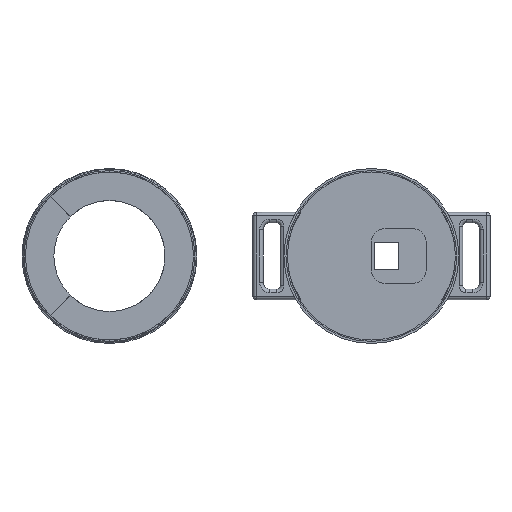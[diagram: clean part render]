
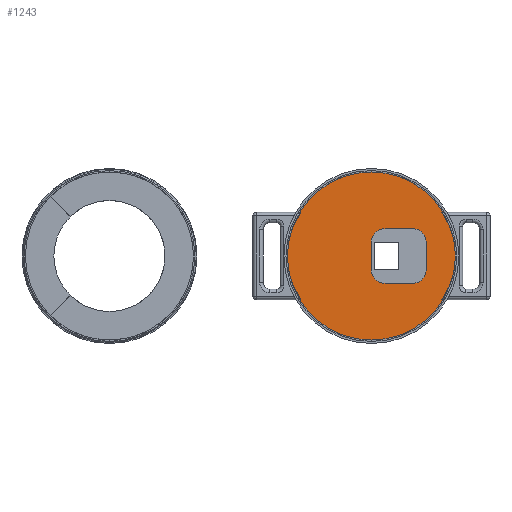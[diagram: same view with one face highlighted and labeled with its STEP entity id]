
A CAD part, top view. The second image highlights one B-rep face of the part: STEP entity #1243.
In plain terms, the highlighted planar face has unit normal (0, 0, 1).
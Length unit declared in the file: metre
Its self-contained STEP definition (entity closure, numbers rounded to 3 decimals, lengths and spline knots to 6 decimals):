
#152=LINE('',#2207,#234);
#153=LINE('',#2212,#235);
#154=LINE('',#2216,#236);
#155=LINE('',#2220,#237);
#234=VECTOR('',#1822,1.);
#235=VECTOR('',#1825,1.);
#236=VECTOR('',#1828,1.);
#237=VECTOR('',#1831,1.);
#521=ORIENTED_EDGE('',*,*,#725,.F.);
#522=ORIENTED_EDGE('',*,*,#726,.T.);
#523=ORIENTED_EDGE('',*,*,#727,.T.);
#524=ORIENTED_EDGE('',*,*,#728,.T.);
#525=ORIENTED_EDGE('',*,*,#729,.T.);
#526=ORIENTED_EDGE('',*,*,#730,.T.);
#527=ORIENTED_EDGE('',*,*,#731,.F.);
#528=ORIENTED_EDGE('',*,*,#732,.T.);
#529=ORIENTED_EDGE('',*,*,#724,.F.);
#724=EDGE_CURVE('',#843,#843,#926,.T.);
#725=EDGE_CURVE('',#844,#845,#152,.T.);
#726=EDGE_CURVE('',#844,#846,#927,.T.);
#727=EDGE_CURVE('',#846,#847,#153,.T.);
#728=EDGE_CURVE('',#847,#848,#928,.T.);
#729=EDGE_CURVE('',#848,#849,#154,.T.);
#730=EDGE_CURVE('',#849,#850,#929,.T.);
#731=EDGE_CURVE('',#851,#850,#155,.T.);
#732=EDGE_CURVE('',#851,#845,#930,.T.);
#843=VERTEX_POINT('',#2205);
#844=VERTEX_POINT('',#2208);
#845=VERTEX_POINT('',#2209);
#846=VERTEX_POINT('',#2211);
#847=VERTEX_POINT('',#2213);
#848=VERTEX_POINT('',#2215);
#849=VERTEX_POINT('',#2217);
#850=VERTEX_POINT('',#2219);
#851=VERTEX_POINT('',#2221);
#926=CIRCLE('',#1440,0.0245);
#927=CIRCLE('',#1442,0.004);
#928=CIRCLE('',#1443,0.004);
#929=CIRCLE('',#1444,0.004);
#930=CIRCLE('',#1445,0.004);
#1021=EDGE_LOOP('',(#521,#522,#523,#524,#525,#526,#527,#528));
#1022=EDGE_LOOP('',(#529));
#1127=FACE_BOUND('',#1021,.T.);
#1128=FACE_BOUND('',#1022,.T.);
#1166=PLANE('',#1441);
#1243=ADVANCED_FACE('',(#1127,#1128),#1166,.F.);
#1440=AXIS2_PLACEMENT_3D('',#2204,#1818,#1819);
#1441=AXIS2_PLACEMENT_3D('',#2206,#1820,#1821);
#1442=AXIS2_PLACEMENT_3D('',#2210,#1823,#1824);
#1443=AXIS2_PLACEMENT_3D('',#2214,#1826,#1827);
#1444=AXIS2_PLACEMENT_3D('',#2218,#1829,#1830);
#1445=AXIS2_PLACEMENT_3D('',#2222,#1832,#1833);
#1818=DIRECTION('',(0.,0.,-1.));
#1819=DIRECTION('',(-1.,0.,0.));
#1820=DIRECTION('',(0.,0.,-1.));
#1821=DIRECTION('',(-1.,0.,0.));
#1822=DIRECTION('',(-1.,0.,0.));
#1823=DIRECTION('',(0.,0.,-1.));
#1824=DIRECTION('',(-1.,0.,0.));
#1825=DIRECTION('',(0.,-1.,0.));
#1826=DIRECTION('',(0.,0.,-1.));
#1827=DIRECTION('',(-1.,0.,0.));
#1828=DIRECTION('',(-1.,0.,0.));
#1829=DIRECTION('',(0.,0.,-1.));
#1830=DIRECTION('',(-1.,0.,0.));
#1831=DIRECTION('',(0.,-1.,0.));
#1832=DIRECTION('',(0.,0.,-1.));
#1833=DIRECTION('',(-1.,0.,0.));
#2204=CARTESIAN_POINT('',(0.,0.,0.001));
#2205=CARTESIAN_POINT('',(-0.0245,0.,0.001));
#2206=CARTESIAN_POINT('',(0.,0.01225,0.001));
#2207=CARTESIAN_POINT('',(0.007958,0.008,0.001));
#2208=CARTESIAN_POINT('',(0.011953,0.008,0.001));
#2209=CARTESIAN_POINT('',(0.003963,0.008,0.001));
#2210=CARTESIAN_POINT('',(0.011953,0.004,0.001));
#2211=CARTESIAN_POINT('',(0.015953,0.004,0.001));
#2212=CARTESIAN_POINT('',(0.015953,-0.004,0.001));
#2213=CARTESIAN_POINT('',(0.015953,-0.004,0.001));
#2214=CARTESIAN_POINT('',(0.011953,-0.004,0.001));
#2215=CARTESIAN_POINT('',(0.011953,-0.008,0.001));
#2216=CARTESIAN_POINT('',(0.007958,-0.008,0.001));
#2217=CARTESIAN_POINT('',(0.003963,-0.008,0.001));
#2218=CARTESIAN_POINT('',(0.003963,-0.004,0.001));
#2219=CARTESIAN_POINT('',(-0.000037,-0.004,0.001));
#2220=CARTESIAN_POINT('',(-0.000037,0.004,0.001));
#2221=CARTESIAN_POINT('',(-0.000037,0.004,0.001));
#2222=CARTESIAN_POINT('',(0.003963,0.004,0.001));
